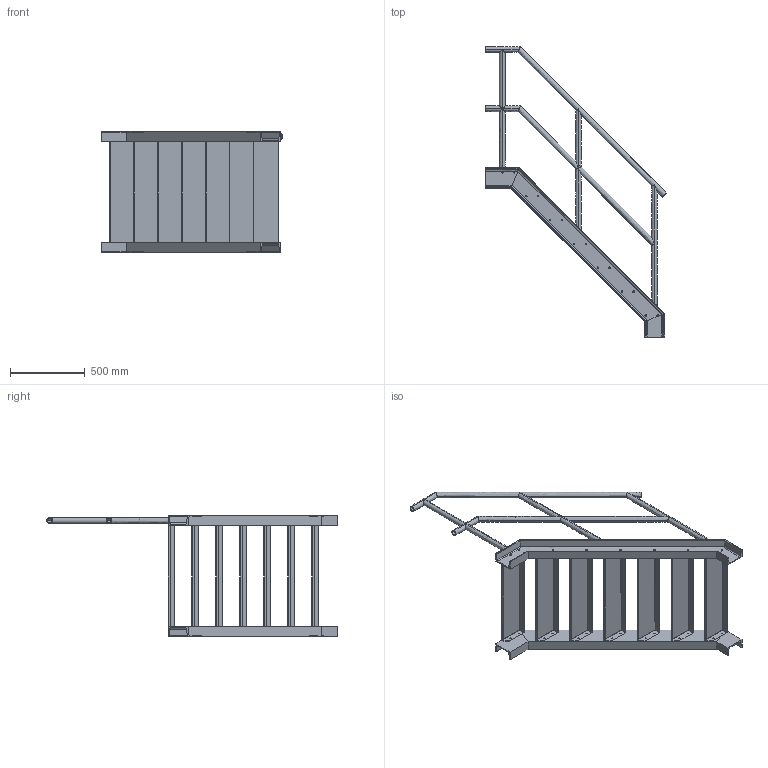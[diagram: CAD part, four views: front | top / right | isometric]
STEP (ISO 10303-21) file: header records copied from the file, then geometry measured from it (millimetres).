
FILE_DESCRIPTION(('FreeCAD Model'),'2;1');
FILE_NAME('Open CASCADE Shape Model','2025-04-30T22:52:33',('FreeCAD'),( 'FreeCAD'),'Open CASCADE STEP processor 7.6','FreeCAD','Unknown');
FILE_SCHEMA(('AUTOMOTIVE_DESIGN { 1 0 10303 214 1 1 1 1 }'));
Length unit declared in the file: millimetre
Products named in the file (1): Open CASCADE STEP translator 7.6 1
Bounding box: 1210.45 x 1938.73 x 801.76 mm (x, y, z)
Volume: 11187901.9 mm3; surface area: 5097003.7 mm2
Topology: 22 solids, 22 shells, 569 faces, 1362 edges, 834 vertices
Faces by surface type: bspline 569
Entity records: 16943 total; most frequent: CARTESIAN_POINT 8779, ORIENTED_EDGE 2724, EDGE_CURVE 1362, B_SPLINE_CURVE_WITH_KNOTS 906, VERTEX_POINT 834, FACE_BOUND 692, EDGE_LOOP 692, ADVANCED_FACE 569
